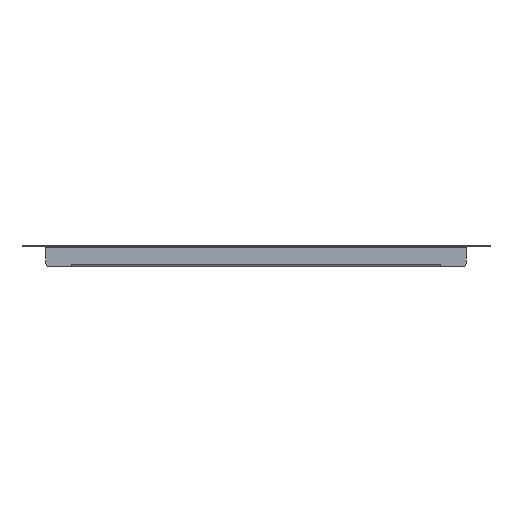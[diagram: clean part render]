
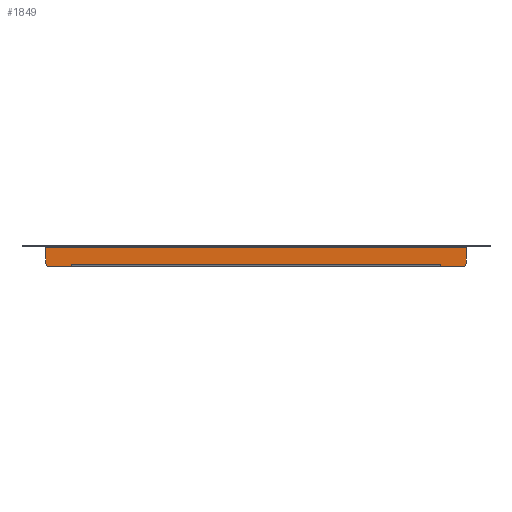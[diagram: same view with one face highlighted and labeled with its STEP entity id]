
A CAD part, front view. The second image highlights one B-rep face of the part: STEP entity #1849.
In plain terms, the highlighted planar face has unit normal (0, -1, 0).
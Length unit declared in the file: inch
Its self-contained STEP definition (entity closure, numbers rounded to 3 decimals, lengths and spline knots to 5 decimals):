
#58 = ORIENTED_EDGE ( 'NONE', *, *, #2868, .F. ) ;
#90 = CARTESIAN_POINT ( 'NONE',  ( -10.325, -20.55, -0.126 ) ) ;
#99 = CARTESIAN_POINT ( 'NONE',  ( 10.1375, -20.55, -1.075 ) ) ;
#119 = VERTEX_POINT ( 'NONE', #2405 ) ;
#126 = CIRCLE ( 'NONE', #2701, 0.0075 ) ;
#162 = ORIENTED_EDGE ( 'NONE', *, *, #855, .F. ) ;
#240 = ORIENTED_EDGE ( 'NONE', *, *, #1167, .T. ) ;
#249 = CARTESIAN_POINT ( 'NONE',  ( -10.1375, -20.55, -1.075 ) ) ;
#258 = VERTEX_POINT ( 'NONE', #2747 ) ;
#275 = CARTESIAN_POINT ( 'NONE',  ( 10.325, -20.55, -0.126 ) ) ;
#290 = VERTEX_POINT ( 'NONE', #99 ) ;
#297 = DIRECTION ( 'NONE',  ( 0., 0., -1. ) ) ;
#478 = VECTOR ( 'NONE', #971, 39.37008 ) ;
#497 = DIRECTION ( 'NONE',  ( -1., 0., 0. ) ) ;
#504 = EDGE_CURVE ( 'NONE', #759, #1705, #2891, .T. ) ;
#570 = DIRECTION ( 'NONE',  ( 0., 1., 0. ) ) ;
#603 = CARTESIAN_POINT ( 'NONE',  ( -10.1375, -20.55, -0.8875 ) ) ;
#681 = EDGE_CURVE ( 'NONE', #258, #2425, #126, .T. ) ;
#708 = CARTESIAN_POINT ( 'NONE',  ( 9.09, -20.55, -1.06 ) ) ;
#716 = DIRECTION ( 'NONE',  ( -1., 0., 0. ) ) ;
#759 = VERTEX_POINT ( 'NONE', #2415 ) ;
#782 = AXIS2_PLACEMENT_3D ( 'NONE', #1035, #1481, #1246 ) ;
#788 = LINE ( 'NONE', #2528, #3079 ) ;
#813 = ORIENTED_EDGE ( 'NONE', *, *, #504, .F. ) ;
#822 = CARTESIAN_POINT ( 'NONE',  ( 10.325, -20.55, -0.126 ) ) ;
#855 = EDGE_CURVE ( 'NONE', #1412, #2425, #788, .T. ) ;
#971 = DIRECTION ( 'NONE',  ( -1., 0., 0. ) ) ;
#1035 = CARTESIAN_POINT ( 'NONE',  ( 10.325, -20.55, -0.126 ) ) ;
#1073 = DIRECTION ( 'NONE',  ( 0., 0., -1. ) ) ;
#1107 = ORIENTED_EDGE ( 'NONE', *, *, #2408, .T. ) ;
#1167 = EDGE_CURVE ( 'NONE', #2292, #1900, #1939, .T. ) ;
#1175 = VERTEX_POINT ( 'NONE', #2378 ) ;
#1194 = VERTEX_POINT ( 'NONE', #249 ) ;
#1209 = EDGE_CURVE ( 'NONE', #1705, #1194, #1212, .T. ) ;
#1212 = LINE ( 'NONE', #1922, #478 ) ;
#1229 = EDGE_CURVE ( 'NONE', #290, #1175, #1704, .T. ) ;
#1241 = VECTOR ( 'NONE', #497, 39.37008 ) ;
#1246 = DIRECTION ( 'NONE',  ( 0., 0., -1. ) ) ;
#1271 = CARTESIAN_POINT ( 'NONE',  ( 9.105, -20.55, -1.06 ) ) ;
#1287 = EDGE_CURVE ( 'NONE', #1175, #3061, #2400, .T. ) ;
#1342 = DIRECTION ( 'NONE',  ( 0., 0., 1. ) ) ;
#1400 = DIRECTION ( 'NONE',  ( 0., 0., -1. ) ) ;
#1404 = CARTESIAN_POINT ( 'NONE',  ( 10.1375, -20.55, -0.8875 ) ) ;
#1412 = VERTEX_POINT ( 'NONE', #2371 ) ;
#1433 = CARTESIAN_POINT ( 'NONE',  ( -9.0825, -20.55, -0.949 ) ) ;
#1444 = CIRCLE ( 'NONE', #2852, 0.1875 ) ;
#1481 = DIRECTION ( 'NONE',  ( 0., 1., 0. ) ) ;
#1490 = ORIENTED_EDGE ( 'NONE', *, *, #1638, .F. ) ;
#1497 = FACE_OUTER_BOUND ( 'NONE', #2890, .T. ) ;
#1533 = CARTESIAN_POINT ( 'NONE',  ( 9.0825, -20.55, -0.949 ) ) ;
#1589 = VECTOR ( 'NONE', #1400, 39.37008 ) ;
#1638 = EDGE_CURVE ( 'NONE', #119, #290, #1925, .T. ) ;
#1640 = DIRECTION ( 'NONE',  ( 0., 1., 0. ) ) ;
#1645 = VECTOR ( 'NONE', #1073, 39.37008 ) ;
#1650 = ORIENTED_EDGE ( 'NONE', *, *, #2751, .F. ) ;
#1704 = LINE ( 'NONE', #2667, #1241 ) ;
#1705 = VERTEX_POINT ( 'NONE', #3082 ) ;
#1744 = VECTOR ( 'NONE', #716, 39.37008 ) ;
#1777 = DIRECTION ( 'NONE',  ( 0., 0., 1. ) ) ;
#1778 = DIRECTION ( 'NONE',  ( 0., 1., 0. ) ) ;
#1837 = DIRECTION ( 'NONE',  ( 0., 0., 1. ) ) ;
#1841 = CARTESIAN_POINT ( 'NONE',  ( -10.325, -20.55, -0.126 ) ) ;
#1849 = ADVANCED_FACE ( 'NONE', ( #1497 ), #2938, .F. ) ;
#1884 = CARTESIAN_POINT ( 'NONE',  ( 9.09, -20.55, -0.126 ) ) ;
#1890 = LINE ( 'NONE', #2647, #1589 ) ;
#1900 = VERTEX_POINT ( 'NONE', #1841 ) ;
#1922 = CARTESIAN_POINT ( 'NONE',  ( 10.325, -20.55, -1.075 ) ) ;
#1925 = CIRCLE ( 'NONE', #1930, 0.1875 ) ;
#1930 = AXIS2_PLACEMENT_3D ( 'NONE', #1404, #1640, #2180 ) ;
#1939 = LINE ( 'NONE', #1957, #1744 ) ;
#1953 = AXIS2_PLACEMENT_3D ( 'NONE', #1271, #1778, #2725 ) ;
#1957 = CARTESIAN_POINT ( 'NONE',  ( 10.325, -20.55, -0.126 ) ) ;
#1960 = DIRECTION ( 'NONE',  ( 0., 1., 0. ) ) ;
#1970 = CARTESIAN_POINT ( 'NONE',  ( 9.09, -20.55, -0.949 ) ) ;
#1989 = AXIS2_PLACEMENT_3D ( 'NONE', #2035, #2262, #1342 ) ;
#2006 = ORIENTED_EDGE ( 'NONE', *, *, #681, .T. ) ;
#2026 = ORIENTED_EDGE ( 'NONE', *, *, #2498, .F. ) ;
#2027 = CARTESIAN_POINT ( 'NONE',  ( -9.075, -20.55, -0.949 ) ) ;
#2035 = CARTESIAN_POINT ( 'NONE',  ( -9.105, -20.55, -1.06 ) ) ;
#2083 = ORIENTED_EDGE ( 'NONE', *, *, #1209, .F. ) ;
#2120 = EDGE_CURVE ( 'NONE', #258, #759, #1890, .T. ) ;
#2180 = DIRECTION ( 'NONE',  ( 0., 0., -1. ) ) ;
#2256 = VERTEX_POINT ( 'NONE', #1970 ) ;
#2262 = DIRECTION ( 'NONE',  ( 0., 1., 0. ) ) ;
#2292 = VERTEX_POINT ( 'NONE', #275 ) ;
#2296 = VECTOR ( 'NONE', #1837, 39.37008 ) ;
#2314 = ORIENTED_EDGE ( 'NONE', *, *, #2350, .F. ) ;
#2326 = DIRECTION ( 'NONE',  ( 0., 0., 1. ) ) ;
#2350 = EDGE_CURVE ( 'NONE', #2409, #1900, #2755, .T. ) ;
#2371 = CARTESIAN_POINT ( 'NONE',  ( 9.075, -20.55, -0.949 ) ) ;
#2378 = CARTESIAN_POINT ( 'NONE',  ( 9.105, -20.55, -1.075 ) ) ;
#2399 = AXIS2_PLACEMENT_3D ( 'NONE', #1533, #2963, #1777 ) ;
#2400 = CIRCLE ( 'NONE', #1953, 0.015 ) ;
#2405 = CARTESIAN_POINT ( 'NONE',  ( 10.325, -20.55, -0.8875 ) ) ;
#2408 = EDGE_CURVE ( 'NONE', #1412, #2256, #3096, .T. ) ;
#2409 = VERTEX_POINT ( 'NONE', #2738 ) ;
#2415 = CARTESIAN_POINT ( 'NONE',  ( -9.09, -20.55, -1.06 ) ) ;
#2425 = VERTEX_POINT ( 'NONE', #2027 ) ;
#2498 = EDGE_CURVE ( 'NONE', #3061, #2256, #2614, .T. ) ;
#2512 = ORIENTED_EDGE ( 'NONE', *, *, #1287, .F. ) ;
#2528 = CARTESIAN_POINT ( 'NONE',  ( 10.325, -20.55, -0.949 ) ) ;
#2614 = LINE ( 'NONE', #1884, #2897 ) ;
#2647 = CARTESIAN_POINT ( 'NONE',  ( -9.09, -20.55, -0.126 ) ) ;
#2667 = CARTESIAN_POINT ( 'NONE',  ( 10.325, -20.55, -1.075 ) ) ;
#2701 = AXIS2_PLACEMENT_3D ( 'NONE', #1433, #1960, #297 ) ;
#2725 = DIRECTION ( 'NONE',  ( 0., 0., -1. ) ) ;
#2738 = CARTESIAN_POINT ( 'NONE',  ( -10.325, -20.55, -0.8875 ) ) ;
#2747 = CARTESIAN_POINT ( 'NONE',  ( -9.09, -20.55, -0.949 ) ) ;
#2751 = EDGE_CURVE ( 'NONE', #1194, #2409, #1444, .T. ) ;
#2755 = LINE ( 'NONE', #90, #2296 ) ;
#2761 = ORIENTED_EDGE ( 'NONE', *, *, #2120, .F. ) ;
#2852 = AXIS2_PLACEMENT_3D ( 'NONE', #603, #570, #2960 ) ;
#2868 = EDGE_CURVE ( 'NONE', #2292, #119, #2974, .T. ) ;
#2890 = EDGE_LOOP ( 'NONE', ( #2006, #162, #1107, #2026, #2512, #3025, #1490, #58, #240, #2314, #1650, #2083, #813, #2761 ) ) ;
#2891 = CIRCLE ( 'NONE', #1989, 0.015 ) ;
#2897 = VECTOR ( 'NONE', #2326, 39.37008 ) ;
#2938 = PLANE ( 'NONE',  #782 ) ;
#2940 = DIRECTION ( 'NONE',  ( -1., 0., 0. ) ) ;
#2960 = DIRECTION ( 'NONE',  ( 0., 0., -1. ) ) ;
#2963 = DIRECTION ( 'NONE',  ( 0., 1., 0. ) ) ;
#2974 = LINE ( 'NONE', #822, #1645 ) ;
#3025 = ORIENTED_EDGE ( 'NONE', *, *, #1229, .F. ) ;
#3061 = VERTEX_POINT ( 'NONE', #708 ) ;
#3079 = VECTOR ( 'NONE', #2940, 39.37008 ) ;
#3082 = CARTESIAN_POINT ( 'NONE',  ( -9.105, -20.55, -1.075 ) ) ;
#3096 = CIRCLE ( 'NONE', #2399, 0.0075 ) ;
